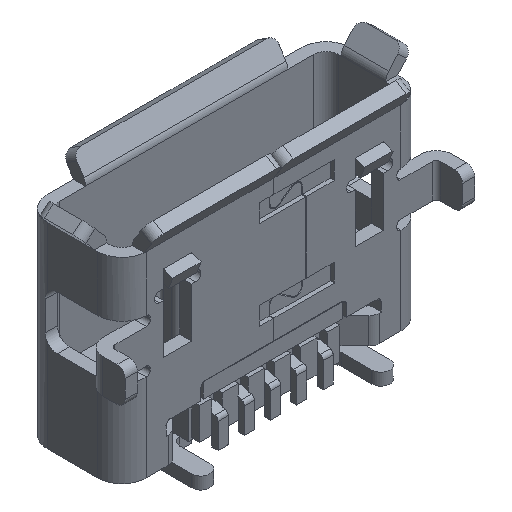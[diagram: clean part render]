
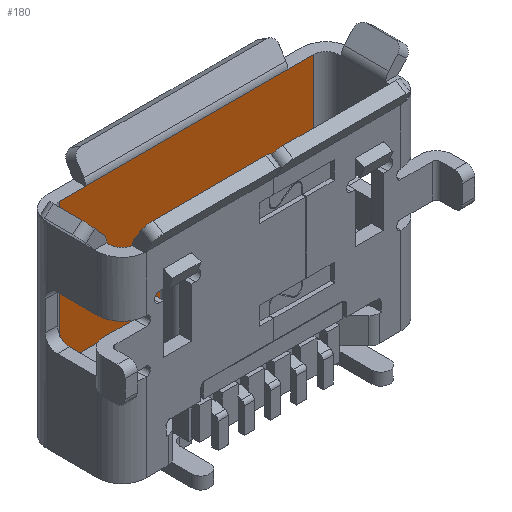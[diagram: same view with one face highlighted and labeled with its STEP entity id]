
A CAD part, isometric view. The second image highlights one B-rep face of the part: STEP entity #180.
In plain terms, the highlighted planar face has unit normal (0, -1, 0).
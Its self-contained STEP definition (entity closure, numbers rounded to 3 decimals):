
#180=ADVANCED_FACE('',(#758,#759),#760,.T.);
#758=FACE_OUTER_BOUND('',#1756,.T.);
#759=FACE_BOUND('',#1757,.T.);
#760=PLANE('',#1758);
#1756=EDGE_LOOP('',(#3068,#3069,#3070,#3071,#3072,#3073,#3074,#3075,#3076,#3077,#3078,#3079,#3080,#3081,#3082,#3083,#3084,#3085,#3086,#3087,#3088,#3089));
#1757=EDGE_LOOP('',(#3090,#3091,#3092,#3093));
#1758=AXIS2_PLACEMENT_3D('',#3094,#3095,#3096);
#3068=ORIENTED_EDGE('',*,*,#6939,.T.);
#3069=ORIENTED_EDGE('',*,*,#6940,.F.);
#3070=ORIENTED_EDGE('',*,*,#6941,.T.);
#3071=ORIENTED_EDGE('',*,*,#6942,.T.);
#3072=ORIENTED_EDGE('',*,*,#6943,.T.);
#3073=ORIENTED_EDGE('',*,*,#6944,.F.);
#3074=ORIENTED_EDGE('',*,*,#6938,.T.);
#3075=ORIENTED_EDGE('',*,*,#6934,.T.);
#3076=ORIENTED_EDGE('',*,*,#6900,.F.);
#3077=ORIENTED_EDGE('',*,*,#6867,.T.);
#3078=ORIENTED_EDGE('',*,*,#6788,.F.);
#3079=ORIENTED_EDGE('',*,*,#6945,.T.);
#3080=ORIENTED_EDGE('',*,*,#6946,.T.);
#3081=ORIENTED_EDGE('',*,*,#6947,.F.);
#3082=ORIENTED_EDGE('',*,*,#6778,.F.);
#3083=ORIENTED_EDGE('',*,*,#6948,.F.);
#3084=ORIENTED_EDGE('',*,*,#6871,.F.);
#3085=ORIENTED_EDGE('',*,*,#6949,.F.);
#3086=ORIENTED_EDGE('',*,*,#6950,.T.);
#3087=ORIENTED_EDGE('',*,*,#6951,.T.);
#3088=ORIENTED_EDGE('',*,*,#6952,.T.);
#3089=ORIENTED_EDGE('',*,*,#6953,.T.);
#3090=ORIENTED_EDGE('',*,*,#6954,.F.);
#3091=ORIENTED_EDGE('',*,*,#6955,.F.);
#3092=ORIENTED_EDGE('',*,*,#6956,.T.);
#3093=ORIENTED_EDGE('',*,*,#6957,.F.);
#3094=CARTESIAN_POINT('',(-3.15,0.925,-2.425));
#3095=DIRECTION('',(0.0,-1.0,0.0));
#3096=DIRECTION('',(0.0,0.0,-1.0));
#6778=EDGE_CURVE('',#8243,#8245,#8246,.T.);
#6788=EDGE_CURVE('',#8263,#8265,#8266,.T.);
#6867=EDGE_CURVE('',#8398,#8265,#8399,.T.);
#6871=EDGE_CURVE('',#8404,#8406,#8407,.T.);
#6900=EDGE_CURVE('',#8398,#8462,#8463,.T.);
#6934=EDGE_CURVE('',#8520,#8462,#8521,.T.);
#6938=EDGE_CURVE('',#8523,#8520,#8527,.T.);
#6939=EDGE_CURVE('',#8528,#8529,#8530,.T.);
#6940=EDGE_CURVE('',#8531,#8529,#8532,.T.);
#6941=EDGE_CURVE('',#8531,#8533,#8534,.T.);
#6942=EDGE_CURVE('',#8533,#8535,#8536,.T.);
#6943=EDGE_CURVE('',#8535,#8537,#8538,.T.);
#6944=EDGE_CURVE('',#8523,#8537,#8539,.T.);
#6945=EDGE_CURVE('',#8263,#8540,#8541,.T.);
#6946=EDGE_CURVE('',#8540,#8542,#8543,.T.);
#6947=EDGE_CURVE('',#8245,#8542,#8544,.T.);
#6948=EDGE_CURVE('',#8406,#8243,#8545,.T.);
#6949=EDGE_CURVE('',#8546,#8404,#8547,.T.);
#6950=EDGE_CURVE('',#8546,#8548,#8549,.T.);
#6951=EDGE_CURVE('',#8548,#8550,#8551,.T.);
#6952=EDGE_CURVE('',#8550,#8552,#8553,.T.);
#6953=EDGE_CURVE('',#8552,#8528,#8554,.T.);
#6954=EDGE_CURVE('',#8555,#8556,#8557,.T.);
#6955=EDGE_CURVE('',#8558,#8555,#8559,.T.);
#6956=EDGE_CURVE('',#8558,#8560,#8561,.T.);
#6957=EDGE_CURVE('',#8556,#8560,#8562,.T.);
#8243=VERTEX_POINT('',#10392);
#8245=VERTEX_POINT('',#10394);
#8246=LINE('',#10395,#10396);
#8263=VERTEX_POINT('',#10419);
#8265=VERTEX_POINT('',#10422);
#8266=LINE('',#10423,#10424);
#8398=VERTEX_POINT('',#10630);
#8399=LINE('',#10631,#10632);
#8404=VERTEX_POINT('',#10638);
#8406=VERTEX_POINT('',#10640);
#8407=LINE('',#10641,#10642);
#8462=VERTEX_POINT('',#10714);
#8463=LINE('',#10715,#10716);
#8520=VERTEX_POINT('',#10794);
#8521=LINE('',#10795,#10796);
#8523=VERTEX_POINT('',#10803);
#8527=CIRCLE('',#10808,0.1);
#8528=VERTEX_POINT('',#10809);
#8529=VERTEX_POINT('',#10810);
#8530=LINE('',#10811,#10812);
#8531=VERTEX_POINT('',#10813);
#8532=LINE('',#10814,#10815);
#8533=VERTEX_POINT('',#10816);
#8534=LINE('',#10817,#10818);
#8535=VERTEX_POINT('',#10819);
#8536=LINE('',#10820,#10821);
#8537=VERTEX_POINT('',#10822);
#8538=CIRCLE('',#10823,0.1);
#8539=LINE('',#10824,#10825);
#8540=VERTEX_POINT('',#10826);
#8541=LINE('',#10827,#10828);
#8542=VERTEX_POINT('',#10829);
#8543=LINE('',#10830,#10831);
#8544=LINE('',#10832,#10833);
#8545=LINE('',#10834,#10835);
#8546=VERTEX_POINT('',#10836);
#8547=LINE('',#10837,#10838);
#8548=VERTEX_POINT('',#10839);
#8549=CIRCLE('',#10840,0.1);
#8550=VERTEX_POINT('',#10841);
#8551=LINE('',#10842,#10843);
#8552=VERTEX_POINT('',#10844);
#8553=CIRCLE('',#10845,0.1);
#8554=LINE('',#10846,#10847);
#8555=VERTEX_POINT('',#10848);
#8556=VERTEX_POINT('',#10849);
#8557=LINE('',#10850,#10851);
#8558=VERTEX_POINT('',#10852);
#8559=LINE('',#10853,#10854);
#8560=VERTEX_POINT('',#10855);
#8561=LINE('',#10856,#10857);
#8562=LINE('',#10858,#10859);
#10392=CARTESIAN_POINT('',(-3.15,0.925,2.425));
#10394=CARTESIAN_POINT('',(-2.5,0.925,2.425));
#10395=CARTESIAN_POINT('',(-3.15,0.925,2.425));
#10396=VECTOR('',#13562,0.65);
#10419=CARTESIAN_POINT('',(2.5,0.925,2.425));
#10422=CARTESIAN_POINT('',(3.15,0.925,2.425));
#10423=CARTESIAN_POINT('',(2.5,0.925,2.425));
#10424=VECTOR('',#13576,0.65);
#10630=CARTESIAN_POINT('',(3.15,0.925,-2.425));
#10631=CARTESIAN_POINT('',(3.15,0.925,-2.425));
#10632=VECTOR('',#13691,4.85);
#10638=CARTESIAN_POINT('',(-2.32,0.925,-2.425));
#10640=CARTESIAN_POINT('',(-3.15,0.925,-2.425));
#10641=CARTESIAN_POINT('',(-2.32,0.925,-2.425));
#10642=VECTOR('',#13699,0.83);
#10714=CARTESIAN_POINT('',(2.32,0.925,-2.425));
#10715=CARTESIAN_POINT('',(3.15,0.925,-2.425));
#10716=VECTOR('',#13750,0.83);
#10794=CARTESIAN_POINT('',(2.32,0.925,-1.412));
#10795=CARTESIAN_POINT('',(2.32,0.925,-1.412));
#10796=VECTOR('',#13808,1.013);
#10803=CARTESIAN_POINT('',(2.37,0.925,-1.325));
#10808=AXIS2_PLACEMENT_3D('',#13813,#13814,#13815);
#10809=CARTESIAN_POINT('',(-1.21,0.925,-1.105));
#10810=CARTESIAN_POINT('',(-1.21,0.925,-2.475));
#10811=CARTESIAN_POINT('',(-1.21,0.925,-1.105));
#10812=VECTOR('',#13816,1.37);
#10813=CARTESIAN_POINT('',(1.21,0.925,-2.475));
#10814=CARTESIAN_POINT('',(1.21,0.925,-2.475));
#10815=VECTOR('',#13817,2.42);
#10816=CARTESIAN_POINT('',(1.21,0.925,-1.105));
#10817=CARTESIAN_POINT('',(1.21,0.925,-2.475));
#10818=VECTOR('',#13818,1.37);
#10819=CARTESIAN_POINT('',(2.27,0.925,-1.105));
#10820=CARTESIAN_POINT('',(1.21,0.925,-1.105));
#10821=VECTOR('',#13819,1.06);
#10822=CARTESIAN_POINT('',(2.37,0.925,-1.205));
#10823=AXIS2_PLACEMENT_3D('',#13820,#13821,#13822);
#10824=CARTESIAN_POINT('',(2.37,0.925,-1.325));
#10825=VECTOR('',#13823,0.12);
#10826=CARTESIAN_POINT('',(2.5,0.925,2.428));
#10827=CARTESIAN_POINT('',(2.5,0.925,2.425));
#10828=VECTOR('',#13824,0.003);
#10829=CARTESIAN_POINT('',(-2.5,0.925,2.428));
#10830=CARTESIAN_POINT('',(2.5,0.925,2.428));
#10831=VECTOR('',#13825,5.0);
#10832=CARTESIAN_POINT('',(-2.5,0.925,2.425));
#10833=VECTOR('',#13826,0.003);
#10834=CARTESIAN_POINT('',(-3.15,0.925,-2.425));
#10835=VECTOR('',#13827,4.85);
#10836=CARTESIAN_POINT('',(-2.32,0.925,-1.412));
#10837=CARTESIAN_POINT('',(-2.32,0.925,-1.412));
#10838=VECTOR('',#13828,1.013);
#10839=CARTESIAN_POINT('',(-2.37,0.925,-1.325));
#10840=AXIS2_PLACEMENT_3D('',#13829,#13830,#13831);
#10841=CARTESIAN_POINT('',(-2.37,0.925,-1.205));
#10842=CARTESIAN_POINT('',(-2.37,0.925,-1.325));
#10843=VECTOR('',#13832,0.12);
#10844=CARTESIAN_POINT('',(-2.27,0.925,-1.105));
#10845=AXIS2_PLACEMENT_3D('',#13833,#13834,#13835);
#10846=CARTESIAN_POINT('',(-2.27,0.925,-1.105));
#10847=VECTOR('',#13836,1.06);
#10848=CARTESIAN_POINT('',(-0.41,0.925,-1.725));
#10849=CARTESIAN_POINT('',(0.41,0.925,-1.725));
#10850=CARTESIAN_POINT('',(-0.41,0.925,-1.725));
#10851=VECTOR('',#13837,0.82);
#10852=CARTESIAN_POINT('',(-0.41,0.925,-1.155));
#10853=CARTESIAN_POINT('',(-0.41,0.925,-1.155));
#10854=VECTOR('',#13838,0.57);
#10855=CARTESIAN_POINT('',(0.41,0.925,-1.155));
#10856=CARTESIAN_POINT('',(-0.41,0.925,-1.155));
#10857=VECTOR('',#13839,0.82);
#10858=CARTESIAN_POINT('',(0.41,0.925,-1.725));
#10859=VECTOR('',#13840,0.57);
#13562=DIRECTION('',(1.0,0.0,0.0));
#13576=DIRECTION('',(1.0,0.0,0.0));
#13691=DIRECTION('',(0.0,0.0,1.0));
#13699=DIRECTION('',(-1.0,0.0,0.0));
#13750=DIRECTION('',(-1.0,0.0,0.0));
#13808=DIRECTION('',(0.0,0.0,-1.0));
#13813=CARTESIAN_POINT('',(2.27,0.925,-1.325));
#13814=DIRECTION('',(-0.0,1.0,0.0));
#13815=DIRECTION('',(1.0,0.0,0.0));
#13816=DIRECTION('',(0.0,0.0,-1.0));
#13817=DIRECTION('',(-1.0,0.0,0.0));
#13818=DIRECTION('',(0.0,0.0,1.0));
#13819=DIRECTION('',(1.0,0.0,0.0));
#13820=CARTESIAN_POINT('',(2.27,0.925,-1.205));
#13821=DIRECTION('',(0.0,1.0,0.0));
#13822=DIRECTION('',(0.0,0.0,1.0));
#13823=DIRECTION('',(0.0,0.0,1.0));
#13824=DIRECTION('',(0.0,0.0,1.0));
#13825=DIRECTION('',(-1.0,0.0,0.0));
#13826=DIRECTION('',(0.0,0.,1.0));
#13827=DIRECTION('',(0.0,0.0,1.0));
#13828=DIRECTION('',(0.0,0.0,-1.0));
#13829=CARTESIAN_POINT('',(-2.27,0.925,-1.325));
#13830=DIRECTION('',(0.0,1.0,0.0));
#13831=DIRECTION('',(-0.5,0.0,-0.866));
#13832=DIRECTION('',(0.0,0.0,1.0));
#13833=CARTESIAN_POINT('',(-2.27,0.925,-1.205));
#13834=DIRECTION('',(0.0,1.0,0.0));
#13835=DIRECTION('',(-1.0,0.0,0.0));
#13836=DIRECTION('',(1.0,0.0,0.0));
#13837=DIRECTION('',(1.0,0.0,0.0));
#13838=DIRECTION('',(0.0,0.0,-1.0));
#13839=DIRECTION('',(1.0,0.0,0.0));
#13840=DIRECTION('',(0.0,0.0,1.0));
